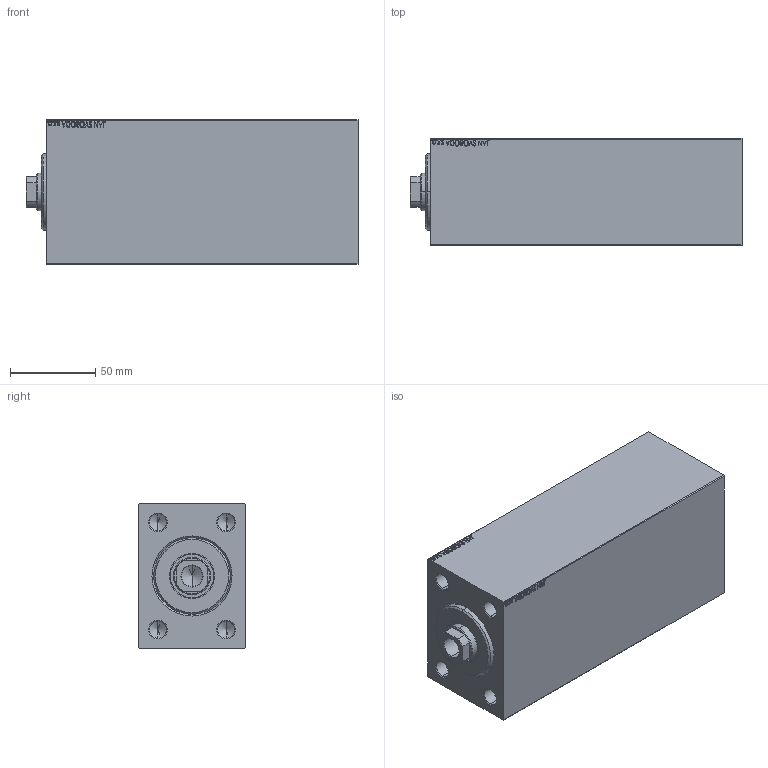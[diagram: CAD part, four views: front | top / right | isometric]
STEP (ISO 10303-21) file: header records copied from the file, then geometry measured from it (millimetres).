
FILE_DESCRIPTION (( 'STEP AP203' ), '1' );
FILE_NAME ('1720.STEP', '2024-02-11T10:50:41', ( '' ), ( '' ), 'SwSTEP 2.0', 'SolidWorks 2019', '' );
FILE_SCHEMA (( 'CONFIG_CONTROL_DESIGN' ));
Length unit declared in the file: millimetre
Products named in the file (4): V450CM_B_Body 8ef468207adc50b9514710772f96c006; V450CM_VC_B 8ef468207adc50b9514710772f96c006; 1720; V450CM_B_VCP 8ef468207adc50b9514710772f96c006
Assembly tree (3 placements, depth 2):
  1720
    V450CM_B_Body 8ef468207adc50b9514710772f96c006
    V450CM_B_VCP 8ef468207adc50b9514710772f96c006
    V450CM_VC_B 8ef468207adc50b9514710772f96c006
Bounding box: 195 x 63 x 85 mm (x, y, z)
Volume: 860608.5 mm3; surface area: 119752.2 mm2
Topology: 3 solids, 3 shells, 877 faces, 2242 edges, 1469 vertices
Faces by surface type: plane 401, bspline 380, cylinder 50, cone 46
Entity records: 44144 total; most frequent: CARTESIAN_POINT 25076, ORIENTED_EDGE 4448, DIRECTION 2594, EDGE_CURVE 2224, VERTEX_POINT 1469, VECTOR 1324, LINE 1324, EDGE_LOOP 995
